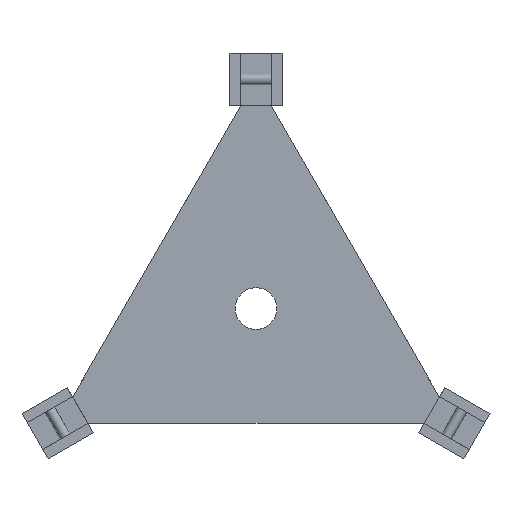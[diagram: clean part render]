
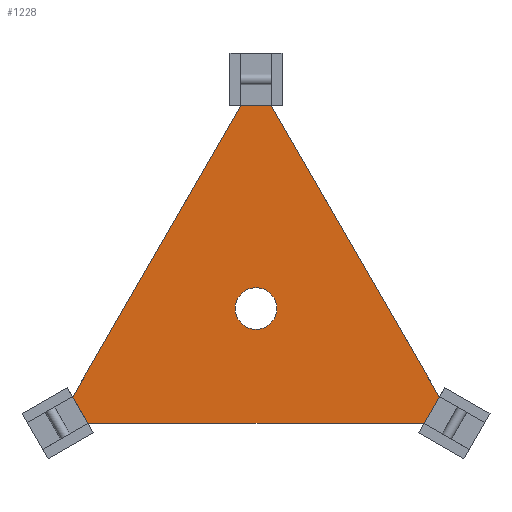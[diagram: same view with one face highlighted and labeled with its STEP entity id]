
A CAD part, front view. The second image highlights one B-rep face of the part: STEP entity #1228.
In plain terms, the highlighted planar face has unit normal (0, -1, 0).
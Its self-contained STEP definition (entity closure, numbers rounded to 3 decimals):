
#14 = CARTESIAN_POINT ( 'NONE',  ( 181.375, 0., -75.849 ) ) ;
#17 = VERTEX_POINT ( 'NONE', #400 ) ;
#74 = VERTEX_POINT ( 'NONE', #1049 ) ;
#94 = VECTOR ( 'NONE', #109, 1000. ) ;
#109 = DIRECTION ( 'NONE',  ( 0.5, 0., -0.866 ) ) ;
#141 = ORIENTED_EDGE ( 'NONE', *, *, #1247, .F. ) ;
#177 = EDGE_LOOP ( 'NONE', ( #963, #636 ) ) ;
#194 = CARTESIAN_POINT ( 'NONE',  ( 0., 0., -20. ) ) ;
#210 = AXIS2_PLACEMENT_3D ( 'NONE', #1183, #753, #633 ) ;
#220 = DIRECTION ( 'NONE',  ( 0., 1., 0. ) ) ;
#242 = CARTESIAN_POINT ( 'NONE',  ( -156.375, 0., -119.151 ) ) ;
#257 = LINE ( 'NONE', #533, #1223 ) ;
#276 = FACE_OUTER_BOUND ( 'NONE', #878, .T. ) ;
#280 = ORIENTED_EDGE ( 'NONE', *, *, #639, .F. ) ;
#299 = VERTEX_POINT ( 'NONE', #440 ) ;
#309 = DIRECTION ( 'NONE',  ( 0., 0., 1. ) ) ;
#400 = CARTESIAN_POINT ( 'NONE',  ( -176.092, 0., -85. ) ) ;
#440 = CARTESIAN_POINT ( 'NONE',  ( 14.434, 0., 195. ) ) ;
#467 = CARTESIAN_POINT ( 'NONE',  ( 0., 0., 0. ) ) ;
#468 = CARTESIAN_POINT ( 'NONE',  ( 0., 0., 20. ) ) ;
#478 = EDGE_CURVE ( 'NONE', #299, #626, #642, .T. ) ;
#500 = LINE ( 'NONE', #528, #517 ) ;
#501 = ORIENTED_EDGE ( 'NONE', *, *, #1215, .F. ) ;
#515 = VECTOR ( 'NONE', #1243, 1000. ) ;
#517 = VECTOR ( 'NONE', #868, 1000. ) ;
#528 = CARTESIAN_POINT ( 'NONE',  ( 190.526, 0., -110. ) ) ;
#533 = CARTESIAN_POINT ( 'NONE',  ( -190.526, 0., -110. ) ) ;
#609 = VERTEX_POINT ( 'NONE', #468 ) ;
#626 = VERTEX_POINT ( 'NONE', #691 ) ;
#633 = DIRECTION ( 'NONE',  ( 0., 0., 1. ) ) ;
#636 = ORIENTED_EDGE ( 'NONE', *, *, #933, .T. ) ;
#639 = EDGE_CURVE ( 'NONE', #1076, #17, #1397, .T. ) ;
#642 = LINE ( 'NONE', #1102, #94 ) ;
#650 = AXIS2_PLACEMENT_3D ( 'NONE', #1326, #220, #309 ) ;
#691 = CARTESIAN_POINT ( 'NONE',  ( 176.092, 0., -85. ) ) ;
#746 = VECTOR ( 'NONE', #1116, 1000. ) ;
#753 = DIRECTION ( 'NONE',  ( 0., 1., 0. ) ) ;
#769 = CIRCLE ( 'NONE', #210, 20. ) ;
#789 = DIRECTION ( 'NONE',  ( 0., 1., 0. ) ) ;
#833 = VERTEX_POINT ( 'NONE', #194 ) ;
#836 = AXIS2_PLACEMENT_3D ( 'NONE', #467, #789, #1012 ) ;
#854 = CIRCLE ( 'NONE', #650, 20. ) ;
#863 = DIRECTION ( 'NONE',  ( 0.5, 0., 0.866 ) ) ;
#868 = DIRECTION ( 'NONE',  ( -1., 0., 0. ) ) ;
#878 = EDGE_LOOP ( 'NONE', ( #141, #1038, #280, #961, #501, #1306 ) ) ;
#892 = PLANE ( 'NONE',  #836 ) ;
#897 = CARTESIAN_POINT ( 'NONE',  ( -25., 0., 195. ) ) ;
#933 = EDGE_CURVE ( 'NONE', #609, #833, #769, .T. ) ;
#940 = LINE ( 'NONE', #897, #515 ) ;
#957 = FACE_BOUND ( 'NONE', #177, .T. ) ;
#961 = ORIENTED_EDGE ( 'NONE', *, *, #1011, .F. ) ;
#963 = ORIENTED_EDGE ( 'NONE', *, *, #1082, .T. ) ;
#991 = VECTOR ( 'NONE', #1135, 1000. ) ;
#1011 = EDGE_CURVE ( 'NONE', #74, #1076, #500, .T. ) ;
#1012 = DIRECTION ( 'NONE',  ( 0., 0., 1. ) ) ;
#1038 = ORIENTED_EDGE ( 'NONE', *, *, #1115, .F. ) ;
#1043 = CARTESIAN_POINT ( 'NONE',  ( -14.434, 0., 195. ) ) ;
#1049 = CARTESIAN_POINT ( 'NONE',  ( 161.658, 0., -110. ) ) ;
#1076 = VERTEX_POINT ( 'NONE', #1423 ) ;
#1082 = EDGE_CURVE ( 'NONE', #833, #609, #854, .T. ) ;
#1102 = CARTESIAN_POINT ( 'NONE',  ( 0., 0., 220. ) ) ;
#1115 = EDGE_CURVE ( 'NONE', #17, #1308, #257, .T. ) ;
#1116 = DIRECTION ( 'NONE',  ( -0.5, 0., -0.866 ) ) ;
#1135 = DIRECTION ( 'NONE',  ( -0.5, 0., 0.866 ) ) ;
#1183 = CARTESIAN_POINT ( 'NONE',  ( 0., 0., 0. ) ) ;
#1215 = EDGE_CURVE ( 'NONE', #626, #74, #1384, .T. ) ;
#1223 = VECTOR ( 'NONE', #863, 1000. ) ;
#1228 = ADVANCED_FACE ( 'NONE', ( #957, #276 ), #892, .F. ) ;
#1243 = DIRECTION ( 'NONE',  ( 1., 0., 0. ) ) ;
#1247 = EDGE_CURVE ( 'NONE', #1308, #299, #940, .T. ) ;
#1306 = ORIENTED_EDGE ( 'NONE', *, *, #478, .F. ) ;
#1308 = VERTEX_POINT ( 'NONE', #1043 ) ;
#1326 = CARTESIAN_POINT ( 'NONE',  ( 0., 0., 0. ) ) ;
#1384 = LINE ( 'NONE', #14, #746 ) ;
#1397 = LINE ( 'NONE', #242, #991 ) ;
#1423 = CARTESIAN_POINT ( 'NONE',  ( -161.658, 0., -110. ) ) ;
